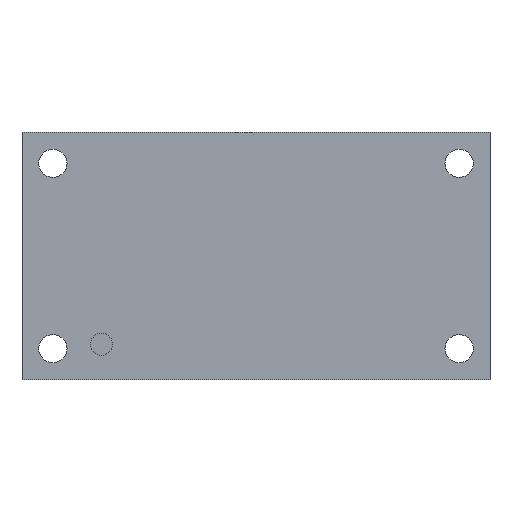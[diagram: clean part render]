
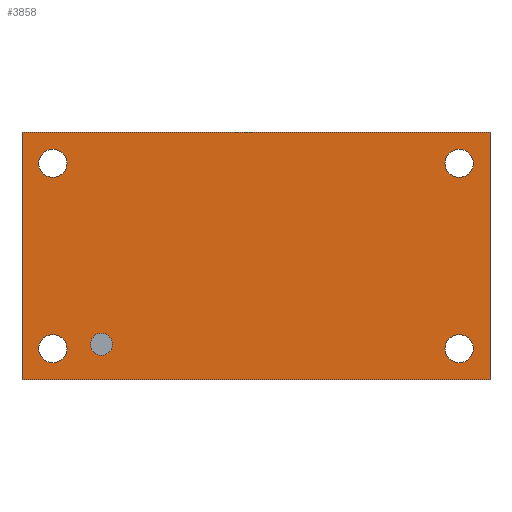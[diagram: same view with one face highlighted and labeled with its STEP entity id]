
A CAD part, front view. The second image highlights one B-rep face of the part: STEP entity #3858.
In plain terms, the highlighted planar face has unit normal (0, -1, 0).
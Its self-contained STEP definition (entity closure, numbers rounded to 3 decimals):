
#1 = LINE ( 'NONE', #2931, #3371 ) ;
#36 = ORIENTED_EDGE ( 'NONE', *, *, #433, .T. ) ;
#111 = CIRCLE ( 'NONE', #1095, 1.25 ) ;
#190 = ORIENTED_EDGE ( 'NONE', *, *, #548, .F. ) ;
#200 = CIRCLE ( 'NONE', #4048, 1.25 ) ;
#247 = EDGE_CURVE ( 'NONE', #3741, #487, #111, .T. ) ;
#256 = ORIENTED_EDGE ( 'NONE', *, *, #2467, .F. ) ;
#286 = AXIS2_PLACEMENT_3D ( 'NONE', #2891, #901, #3211 ) ;
#407 = AXIS2_PLACEMENT_3D ( 'NONE', #3500, #2848, #866 ) ;
#424 = FACE_BOUND ( 'NONE', #3499, .T. ) ;
#433 = EDGE_CURVE ( 'NONE', #3545, #3380, #3150, .T. ) ;
#440 = CARTESIAN_POINT ( 'NONE',  ( -23., 0., -12.1 ) ) ;
#469 = DIRECTION ( 'NONE',  ( 0., 1., 0. ) ) ;
#487 = VERTEX_POINT ( 'NONE', #2235 ) ;
#522 = FACE_BOUND ( 'NONE', #1058, .T. ) ;
#545 = CARTESIAN_POINT ( 'NONE',  ( 26.5, 0., 14. ) ) ;
#548 = EDGE_CURVE ( 'NONE', #1849, #1462, #1, .T. ) ;
#568 = AXIS2_PLACEMENT_3D ( 'NONE', #3212, #902, #2893 ) ;
#569 = VERTEX_POINT ( 'NONE', #650 ) ;
#602 = ORIENTED_EDGE ( 'NONE', *, *, #3219, .F. ) ;
#612 = CARTESIAN_POINT ( 'NONE',  ( -26.5, 0., 14. ) ) ;
#650 = CARTESIAN_POINT ( 'NONE',  ( 23., 0., 12.1 ) ) ;
#653 = CARTESIAN_POINT ( 'NONE',  ( -23., 0., 10.5 ) ) ;
#686 = ORIENTED_EDGE ( 'NONE', *, *, #2113, .T. ) ;
#691 = CIRCLE ( 'NONE', #2188, 1.6 ) ;
#841 = DIRECTION ( 'NONE',  ( 0., 0., 1. ) ) ;
#866 = DIRECTION ( 'NONE',  ( 0., 0., -1. ) ) ;
#887 = EDGE_LOOP ( 'NONE', ( #2514, #3031 ) ) ;
#901 = DIRECTION ( 'NONE',  ( 0., 1., 0. ) ) ;
#902 = DIRECTION ( 'NONE',  ( 0., 1., 0. ) ) ;
#946 = DIRECTION ( 'NONE',  ( 0., 0., -1. ) ) ;
#983 = DIRECTION ( 'NONE',  ( 0., 0., -1. ) ) ;
#988 = CARTESIAN_POINT ( 'NONE',  ( -26.5, 0., -14. ) ) ;
#993 = EDGE_CURVE ( 'NONE', #3873, #1849, #2834, .T. ) ;
#1026 = EDGE_CURVE ( 'NONE', #4163, #3557, #2394, .T. ) ;
#1058 = EDGE_LOOP ( 'NONE', ( #3193, #36 ) ) ;
#1095 = AXIS2_PLACEMENT_3D ( 'NONE', #2453, #469, #1441 ) ;
#1106 = DIRECTION ( 'NONE',  ( -1., 0., 0. ) ) ;
#1219 = EDGE_CURVE ( 'NONE', #3210, #4240, #3201, .T. ) ;
#1230 = DIRECTION ( 'NONE',  ( 0., 1., 0. ) ) ;
#1247 = CARTESIAN_POINT ( 'NONE',  ( 23., 0., 10.5 ) ) ;
#1290 = FACE_BOUND ( 'NONE', #887, .T. ) ;
#1299 = AXIS2_PLACEMENT_3D ( 'NONE', #1798, #1920, #841 ) ;
#1320 = CIRCLE ( 'NONE', #3432, 1.6 ) ;
#1441 = DIRECTION ( 'NONE',  ( 0., 0., 1. ) ) ;
#1462 = VERTEX_POINT ( 'NONE', #2151 ) ;
#1500 = DIRECTION ( 'NONE',  ( 0., 1., 0. ) ) ;
#1525 = CARTESIAN_POINT ( 'NONE',  ( -26.5, 0., 14. ) ) ;
#1560 = ORIENTED_EDGE ( 'NONE', *, *, #3990, .T. ) ;
#1587 = ORIENTED_EDGE ( 'NONE', *, *, #247, .T. ) ;
#1604 = DIRECTION ( 'NONE',  ( 0., 0., 1. ) ) ;
#1691 = CARTESIAN_POINT ( 'NONE',  ( 23., 0., 8.9 ) ) ;
#1744 = AXIS2_PLACEMENT_3D ( 'NONE', #2415, #1230, #4033 ) ;
#1798 = CARTESIAN_POINT ( 'NONE',  ( 23., 0., 10.5 ) ) ;
#1849 = VERTEX_POINT ( 'NONE', #545 ) ;
#1908 = CARTESIAN_POINT ( 'NONE',  ( -17.5, 0., -10. ) ) ;
#1920 = DIRECTION ( 'NONE',  ( 0., 1., 0. ) ) ;
#2077 = EDGE_LOOP ( 'NONE', ( #1560, #686 ) ) ;
#2107 = DIRECTION ( 'NONE',  ( 1., 0., 0. ) ) ;
#2113 = EDGE_CURVE ( 'NONE', #3662, #569, #4029, .T. ) ;
#2151 = CARTESIAN_POINT ( 'NONE',  ( 26.5, 0., -14. ) ) ;
#2188 = AXIS2_PLACEMENT_3D ( 'NONE', #1247, #3590, #1604 ) ;
#2193 = FACE_BOUND ( 'NONE', #3612, .T. ) ;
#2206 = CARTESIAN_POINT ( 'NONE',  ( -23., 0., 12.1 ) ) ;
#2235 = CARTESIAN_POINT ( 'NONE',  ( -17.5, 0., -11.25 ) ) ;
#2247 = DIRECTION ( 'NONE',  ( 0., 0., 1. ) ) ;
#2258 = LINE ( 'NONE', #2430, #3786 ) ;
#2268 = VERTEX_POINT ( 'NONE', #988 ) ;
#2383 = EDGE_CURVE ( 'NONE', #487, #3741, #200, .T. ) ;
#2394 = CIRCLE ( 'NONE', #1744, 1.6 ) ;
#2415 = CARTESIAN_POINT ( 'NONE',  ( 23., 0., -10.5 ) ) ;
#2428 = LINE ( 'NONE', #612, #3511 ) ;
#2430 = CARTESIAN_POINT ( 'NONE',  ( -26.5, 0., -14. ) ) ;
#2453 = CARTESIAN_POINT ( 'NONE',  ( -17.5, 0., -10. ) ) ;
#2467 = EDGE_CURVE ( 'NONE', #2268, #3873, #2428, .T. ) ;
#2482 = VECTOR ( 'NONE', #2107, 1000. ) ;
#2494 = FACE_BOUND ( 'NONE', #2077, .T. ) ;
#2495 = EDGE_LOOP ( 'NONE', ( #190, #3728, #256, #602 ) ) ;
#2514 = ORIENTED_EDGE ( 'NONE', *, *, #3460, .T. ) ;
#2599 = CARTESIAN_POINT ( 'NONE',  ( -26.5, 0., 14. ) ) ;
#2722 = EDGE_CURVE ( 'NONE', #4240, #3210, #1320, .T. ) ;
#2760 = CIRCLE ( 'NONE', #286, 1.6 ) ;
#2834 = LINE ( 'NONE', #2599, #2482 ) ;
#2848 = DIRECTION ( 'NONE',  ( 0., -1., 0. ) ) ;
#2891 = CARTESIAN_POINT ( 'NONE',  ( 23., 0., -10.5 ) ) ;
#2893 = DIRECTION ( 'NONE',  ( 0., 0., -1. ) ) ;
#2931 = CARTESIAN_POINT ( 'NONE',  ( 26.5, 0., 14. ) ) ;
#2945 = DIRECTION ( 'NONE',  ( 0., 0., 1. ) ) ;
#2974 = DIRECTION ( 'NONE',  ( 0., 1., 0. ) ) ;
#2994 = ORIENTED_EDGE ( 'NONE', *, *, #1219, .T. ) ;
#3031 = ORIENTED_EDGE ( 'NONE', *, *, #1026, .T. ) ;
#3107 = CARTESIAN_POINT ( 'NONE',  ( -17.5, 0., -8.75 ) ) ;
#3150 = CIRCLE ( 'NONE', #568, 1.6 ) ;
#3193 = ORIENTED_EDGE ( 'NONE', *, *, #4070, .T. ) ;
#3201 = CIRCLE ( 'NONE', #3960, 1.6 ) ;
#3204 = CIRCLE ( 'NONE', #3506, 1.6 ) ;
#3210 = VERTEX_POINT ( 'NONE', #440 ) ;
#3211 = DIRECTION ( 'NONE',  ( 0., 0., -1. ) ) ;
#3212 = CARTESIAN_POINT ( 'NONE',  ( -23., 0., 10.5 ) ) ;
#3219 = EDGE_CURVE ( 'NONE', #1462, #2268, #2258, .T. ) ;
#3265 = CARTESIAN_POINT ( 'NONE',  ( 23., 0., -8.9 ) ) ;
#3371 = VECTOR ( 'NONE', #946, 1000. ) ;
#3380 = VERTEX_POINT ( 'NONE', #2206 ) ;
#3432 = AXIS2_PLACEMENT_3D ( 'NONE', #3490, #1500, #3810 ) ;
#3460 = EDGE_CURVE ( 'NONE', #3557, #4163, #2760, .T. ) ;
#3490 = CARTESIAN_POINT ( 'NONE',  ( -23., 0., -10.5 ) ) ;
#3499 = EDGE_LOOP ( 'NONE', ( #4091, #2994 ) ) ;
#3500 = CARTESIAN_POINT ( 'NONE',  ( 0., 0., 0. ) ) ;
#3506 = AXIS2_PLACEMENT_3D ( 'NONE', #653, #2974, #983 ) ;
#3511 = VECTOR ( 'NONE', #2945, 1000. ) ;
#3524 = ORIENTED_EDGE ( 'NONE', *, *, #2383, .T. ) ;
#3545 = VERTEX_POINT ( 'NONE', #4269 ) ;
#3557 = VERTEX_POINT ( 'NONE', #3265 ) ;
#3590 = DIRECTION ( 'NONE',  ( 0., 1., 0. ) ) ;
#3612 = EDGE_LOOP ( 'NONE', ( #1587, #3524 ) ) ;
#3662 = VERTEX_POINT ( 'NONE', #1691 ) ;
#3702 = DIRECTION ( 'NONE',  ( 0., 1., 0. ) ) ;
#3711 = CARTESIAN_POINT ( 'NONE',  ( -23., 0., -8.9 ) ) ;
#3728 = ORIENTED_EDGE ( 'NONE', *, *, #993, .F. ) ;
#3741 = VERTEX_POINT ( 'NONE', #3107 ) ;
#3786 = VECTOR ( 'NONE', #1106, 1000. ) ;
#3810 = DIRECTION ( 'NONE',  ( 0., 0., 1. ) ) ;
#3832 = FACE_OUTER_BOUND ( 'NONE', #2495, .T. ) ;
#3844 = CARTESIAN_POINT ( 'NONE',  ( -23., 0., -10.5 ) ) ;
#3858 = ADVANCED_FACE ( 'NONE', ( #2193, #522, #2494, #1290, #424, #3832 ), #4154, .T. ) ;
#3873 = VERTEX_POINT ( 'NONE', #1525 ) ;
#3960 = AXIS2_PLACEMENT_3D ( 'NONE', #3844, #3702, #4105 ) ;
#3990 = EDGE_CURVE ( 'NONE', #569, #3662, #691, .T. ) ;
#3994 = CARTESIAN_POINT ( 'NONE',  ( 23., 0., -12.1 ) ) ;
#4029 = CIRCLE ( 'NONE', #1299, 1.6 ) ;
#4033 = DIRECTION ( 'NONE',  ( 0., 0., -1. ) ) ;
#4048 = AXIS2_PLACEMENT_3D ( 'NONE', #1908, #4210, #2247 ) ;
#4070 = EDGE_CURVE ( 'NONE', #3380, #3545, #3204, .T. ) ;
#4091 = ORIENTED_EDGE ( 'NONE', *, *, #2722, .T. ) ;
#4105 = DIRECTION ( 'NONE',  ( 0., 0., 1. ) ) ;
#4154 = PLANE ( 'NONE',  #407 ) ;
#4163 = VERTEX_POINT ( 'NONE', #3994 ) ;
#4210 = DIRECTION ( 'NONE',  ( 0., 1., 0. ) ) ;
#4240 = VERTEX_POINT ( 'NONE', #3711 ) ;
#4269 = CARTESIAN_POINT ( 'NONE',  ( -23., 0., 8.9 ) ) ;
